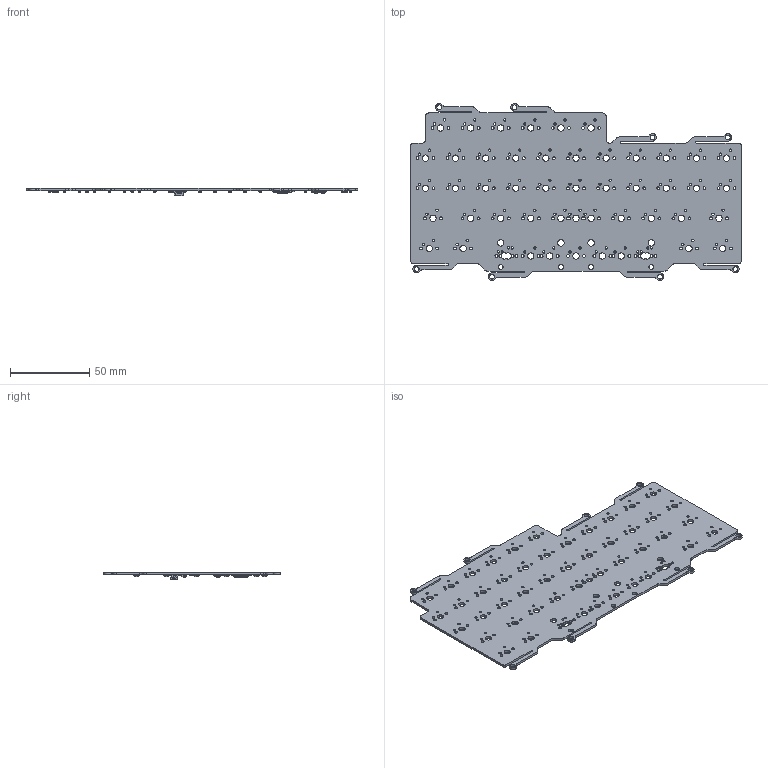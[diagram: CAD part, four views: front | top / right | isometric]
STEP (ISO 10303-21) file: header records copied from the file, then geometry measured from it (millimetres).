
FILE_DESCRIPTION(('KiCad electronic assembly'),'2;1');
FILE_NAME('11u Alpha V4N2.step','2025-11-23T16:59:58',('Pcbnew'),( 'Kicad'),'Open CASCADE STEP processor 7.9','KiCad to STEP converter' ,'Unknown');
FILE_SCHEMA(('AUTOMOTIVE_DESIGN { 1 0 10303 214 1 1 1 1 }'));
Length unit declared in the file: millimetre
Products named in the file (10): 11u Alpha V4N2 1; D_SOD-123; C_0603_1608Metric; R_0805_2012Metric; 11u Alpha V4N2 1.16; LQFP-48_7x7mm_P0.5mm; SOT-23-6; SOT-23-3; SM04B-SRSS-TB; 11u Alpha V4N_PCB
Assembly tree (62 placements, depth 2):
  11u Alpha V4N2 1
    D_SOD-123  x45
    C_0603_1608Metric  x9
    R_0805_2012Metric
    11u Alpha V4N2 1.16  x2
    LQFP-48_7x7mm_P0.5mm
    SOT-23-6
    SOT-23-3
    SM04B-SRSS-TB
    11u Alpha V4N_PCB
Bounding box: 209.55 x 111.91 x 4.85 mm (x, y, z)
Volume: 27816.5 mm3; surface area: 42156.1 mm2
Topology: 62 solids, 62 shells, 5081 faces, 13067 edges, 8163 vertices
Faces by surface type: plane 2909, cylinder 1320, bspline 800, torus 48, cone 4
Full cylindrical faces by diameter (mm): 1.47 x104, 1.75 x92, 3.01 x8, 3.048 x4, 3.988 x52
Entity records: 70855 total; most frequent: CARTESIAN_POINT 11089, ORIENTED_EDGE 10234, DIRECTION 10212, EDGE_CURVE 5117, LINE 3444, VECTOR 3444, AXIS2_PLACEMENT_3D 3384, VERTEX_POINT 3237
